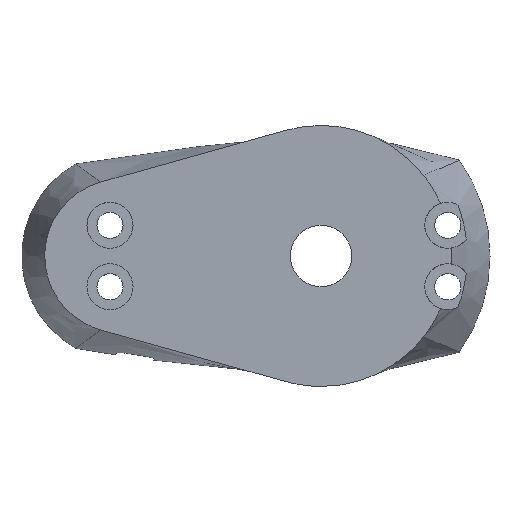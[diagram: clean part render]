
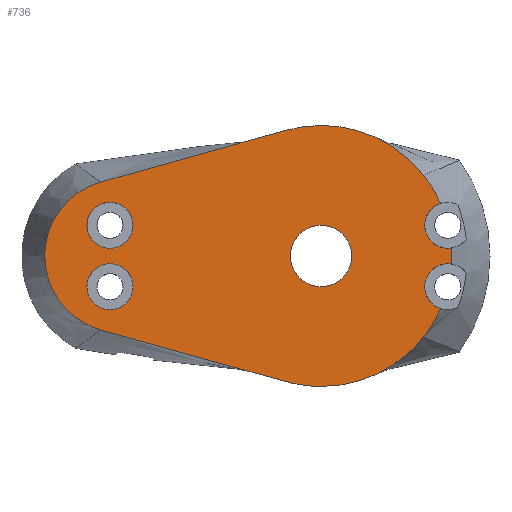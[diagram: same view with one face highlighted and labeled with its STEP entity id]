
A CAD part, top view. The second image highlights one B-rep face of the part: STEP entity #736.
In plain terms, the highlighted planar face has unit normal (0, 0, 1).
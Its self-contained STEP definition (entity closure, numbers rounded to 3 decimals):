
#33=B_SPLINE_CURVE_WITH_KNOTS('',3,(#1354,#1355,#1356,#1357,#1358,#1359,
#1360,#1361,#1362,#1363,#1364),.UNSPECIFIED.,.F.,.F.,(4,1,2,2,2,4),(0.,
0.171,0.343,0.378,0.445,
1.),.UNSPECIFIED.);
#34=B_SPLINE_CURVE_WITH_KNOTS('',3,(#1366,#1367,#1368,#1369,#1370,#1371,
#1372,#1373,#1374,#1375,#1376,#1377,#1378),.UNSPECIFIED.,.F.,.F.,(4,2,1,
1,1,1,1,2,4),(0.,0.,0.2,0.4,
0.5,0.6,0.8,1.,
1.),.UNSPECIFIED.);
#35=B_SPLINE_CURVE_WITH_KNOTS('',3,(#1379,#1380,#1381,#1382,#1383,#1384,
#1385,#1386,#1387,#1388,#1389),.UNSPECIFIED.,.F.,.F.,(4,2,2,2,1,4),(0.,
0.556,0.622,0.657,0.829,
1.),.UNSPECIFIED.);
#47=FACE_BOUND('',#154,.T.);
#48=FACE_BOUND('',#155,.T.);
#49=FACE_BOUND('',#156,.T.);
#69=PLANE('',#821);
#105=FACE_OUTER_BOUND('',#153,.T.);
#153=EDGE_LOOP('',(#657,#658,#659,#660,#661,#662,#663,#664));
#154=EDGE_LOOP('',(#665));
#155=EDGE_LOOP('',(#666));
#156=EDGE_LOOP('',(#667));
#283=CIRCLE('',#786,3.);
#285=CIRCLE('',#789,17.);
#286=CIRCLE('',#790,17.);
#288=CIRCLE('',#792,17.);
#291=CIRCLE('',#797,3.);
#295=CIRCLE('',#804,3.);
#298=CIRCLE('',#810,3.);
#300=CIRCLE('',#819,4.);
#343=VERTEX_POINT('',#1200);
#344=VERTEX_POINT('',#1205);
#346=VERTEX_POINT('',#1239);
#349=VERTEX_POINT('',#1254);
#350=VERTEX_POINT('',#1259);
#353=VERTEX_POINT('',#1265);
#358=VERTEX_POINT('',#1284);
#361=VERTEX_POINT('',#1295);
#368=VERTEX_POINT('',#1348);
#369=VERTEX_POINT('',#1353);
#370=VERTEX_POINT('',#1365);
#428=EDGE_CURVE('',#344,#343,#283,.T.);
#432=EDGE_CURVE('',#346,#344,#285,.T.);
#436=EDGE_CURVE('',#350,#349,#286,.T.);
#440=EDGE_CURVE('',#343,#353,#288,.T.);
#443=EDGE_CURVE('',#349,#346,#291,.T.);
#448=EDGE_CURVE('',#358,#358,#295,.T.);
#453=EDGE_CURVE('',#361,#361,#298,.T.);
#470=EDGE_CURVE('',#368,#368,#300,.T.);
#471=EDGE_CURVE('',#353,#369,#33,.T.);
#472=EDGE_CURVE('',#369,#370,#34,.T.);
#473=EDGE_CURVE('',#370,#350,#35,.T.);
#657=ORIENTED_EDGE('',*,*,#428,.T.);
#658=ORIENTED_EDGE('',*,*,#440,.T.);
#659=ORIENTED_EDGE('',*,*,#471,.T.);
#660=ORIENTED_EDGE('',*,*,#472,.T.);
#661=ORIENTED_EDGE('',*,*,#473,.T.);
#662=ORIENTED_EDGE('',*,*,#436,.T.);
#663=ORIENTED_EDGE('',*,*,#443,.T.);
#664=ORIENTED_EDGE('',*,*,#432,.T.);
#665=ORIENTED_EDGE('',*,*,#448,.T.);
#666=ORIENTED_EDGE('',*,*,#453,.T.);
#667=ORIENTED_EDGE('',*,*,#470,.T.);
#736=ADVANCED_FACE('',(#105,#47,#48,#49),#69,.T.);
#786=AXIS2_PLACEMENT_3D('',#1206,#923,#924);
#789=AXIS2_PLACEMENT_3D('',#1240,#930,#931);
#790=AXIS2_PLACEMENT_3D('',#1260,#932,#933);
#792=AXIS2_PLACEMENT_3D('',#1267,#938,#939);
#797=AXIS2_PLACEMENT_3D('',#1273,#948,#949);
#804=AXIS2_PLACEMENT_3D('',#1285,#963,#964);
#810=AXIS2_PLACEMENT_3D('',#1296,#977,#978);
#819=AXIS2_PLACEMENT_3D('',#1350,#1007,#1008);
#821=AXIS2_PLACEMENT_3D('',#1352,#1011,#1012);
#923=DIRECTION('center_axis',(0.,0.,
-1.));
#924=DIRECTION('ref_axis',(-1.,0.,0.));
#930=DIRECTION('center_axis',(0.,0.,1.));
#931=DIRECTION('ref_axis',(-1.,0.,0.));
#932=DIRECTION('center_axis',(0.,0.,1.));
#933=DIRECTION('ref_axis',(-1.,0.,0.));
#938=DIRECTION('center_axis',(0.,0.,1.));
#939=DIRECTION('ref_axis',(-1.,0.,0.));
#948=DIRECTION('center_axis',(0.,0.,
-1.));
#949=DIRECTION('ref_axis',(-1.,0.,0.));
#963=DIRECTION('center_axis',(0.,0.,
-1.));
#964=DIRECTION('ref_axis',(-1.,0.,0.));
#977=DIRECTION('center_axis',(0.,0.,
-1.));
#978=DIRECTION('ref_axis',(-1.,0.,0.));
#1007=DIRECTION('center_axis',(0.,0.,
-1.));
#1008=DIRECTION('ref_axis',(-1.,0.,0.));
#1011=DIRECTION('center_axis',(0.,0.,
1.));
#1012=DIRECTION('ref_axis',(1.,0.,0.));
#1200=CARTESIAN_POINT('',(22.559,6.849,11.));
#1205=CARTESIAN_POINT('',(23.968,1.037,11.));
#1206=CARTESIAN_POINT('Origin',(23.5,4.,11.));
#1239=CARTESIAN_POINT('',(23.968,-1.037,11.));
#1240=CARTESIAN_POINT('Origin',(7.,0.,11.));
#1254=CARTESIAN_POINT('',(22.559,-6.849,11.));
#1259=CARTESIAN_POINT('',(20.375,-10.494,11.));
#1260=CARTESIAN_POINT('Origin',(7.,0.,11.));
#1265=CARTESIAN_POINT('',(20.376,10.491,11.));
#1267=CARTESIAN_POINT('Origin',(7.,0.,11.));
#1273=CARTESIAN_POINT('Origin',(23.5,-4.,11.));
#1284=CARTESIAN_POINT('',(-17.5,4.,11.));
#1285=CARTESIAN_POINT('Origin',(-20.5,4.,11.));
#1295=CARTESIAN_POINT('',(-17.5,-4.,11.));
#1296=CARTESIAN_POINT('Origin',(-20.5,-4.,11.));
#1348=CARTESIAN_POINT('',(11.,0.,11.));
#1350=CARTESIAN_POINT('Origin',(7.,0.,11.));
#1352=CARTESIAN_POINT('Origin',(-1.243,0.,11.));
#1353=CARTESIAN_POINT('',(-21.681,9.634,11.));
#1354=CARTESIAN_POINT('Ctrl Pts',(20.376,10.491,11.));
#1355=CARTESIAN_POINT('Ctrl Pts',(18.788,12.516,11.));
#1356=CARTESIAN_POINT('Ctrl Pts',(14.677,15.828,11.));
#1357=CARTESIAN_POINT('Ctrl Pts',(9.531,17.007,11.));
#1358=CARTESIAN_POINT('Ctrl Pts',(6.425,16.999,11.));
#1359=CARTESIAN_POINT('Ctrl Pts',(5.891,16.973,11.));
#1360=CARTESIAN_POINT('Ctrl Pts',(4.368,16.825,11.));
#1361=CARTESIAN_POINT('Ctrl Pts',(3.384,16.641,11.));
#1362=CARTESIAN_POINT('Ctrl Pts',(-5.612,14.126,11.));
#1363=CARTESIAN_POINT('Ctrl Pts',(-13.646,11.88,11.));
#1364=CARTESIAN_POINT('Ctrl Pts',(-21.681,9.634,11.));
#1365=CARTESIAN_POINT('',(-21.684,-9.633,11.));
#1366=CARTESIAN_POINT('Ctrl Pts',(-21.681,9.634,11.));
#1367=CARTESIAN_POINT('Ctrl Pts',(-21.685,9.633,11.));
#1368=CARTESIAN_POINT('Ctrl Pts',(-21.689,9.632,11.));
#1369=CARTESIAN_POINT('Ctrl Pts',(-23.359,9.165,11.));
#1370=CARTESIAN_POINT('Ctrl Pts',(-26.444,7.348,11.));
#1371=CARTESIAN_POINT('Ctrl Pts',(-28.666,3.463,11.));
#1372=CARTESIAN_POINT('Ctrl Pts',(-29.112,0.,
11.));
#1373=CARTESIAN_POINT('Ctrl Pts',(-28.666,-3.463,11.));
#1374=CARTESIAN_POINT('Ctrl Pts',(-26.444,-7.348,11.));
#1375=CARTESIAN_POINT('Ctrl Pts',(-23.359,-9.165,11.));
#1376=CARTESIAN_POINT('Ctrl Pts',(-21.689,-9.632,11.));
#1377=CARTESIAN_POINT('Ctrl Pts',(-21.687,-9.632,11.));
#1378=CARTESIAN_POINT('Ctrl Pts',(-21.684,-9.633,11.));
#1379=CARTESIAN_POINT('Ctrl Pts',(-21.684,-9.633,11.));
#1380=CARTESIAN_POINT('Ctrl Pts',(-13.648,-11.88,11.));
#1381=CARTESIAN_POINT('Ctrl Pts',(-5.613,-14.126,11.));
#1382=CARTESIAN_POINT('Ctrl Pts',(3.383,-16.641,11.));
#1383=CARTESIAN_POINT('Ctrl Pts',(4.366,-16.825,11.));
#1384=CARTESIAN_POINT('Ctrl Pts',(5.889,-16.972,11.));
#1385=CARTESIAN_POINT('Ctrl Pts',(6.422,-16.999,11.));
#1386=CARTESIAN_POINT('Ctrl Pts',(9.528,-17.008,11.));
#1387=CARTESIAN_POINT('Ctrl Pts',(14.675,-15.83,11.));
#1388=CARTESIAN_POINT('Ctrl Pts',(18.786,-12.518,11.));
#1389=CARTESIAN_POINT('Ctrl Pts',(20.375,-10.494,11.));
